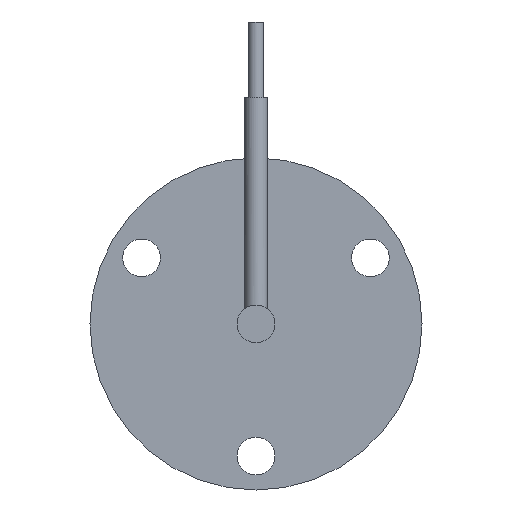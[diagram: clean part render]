
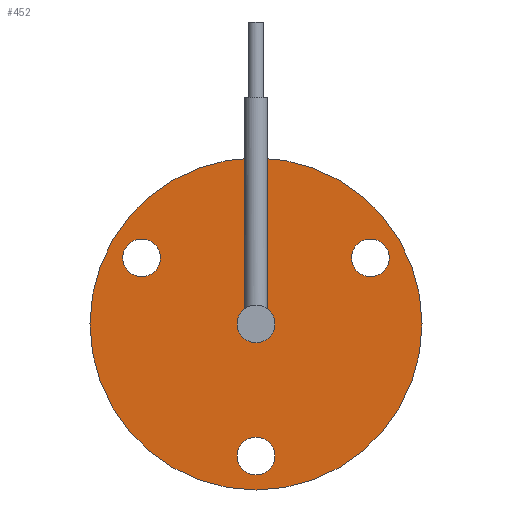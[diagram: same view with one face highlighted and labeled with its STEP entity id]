
A CAD part, front view. The second image highlights one B-rep face of the part: STEP entity #452.
In plain terms, the highlighted planar face has unit normal (0, -1, 0).
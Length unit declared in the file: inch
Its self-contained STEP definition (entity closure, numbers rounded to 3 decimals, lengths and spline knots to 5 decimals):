
#1=CARTESIAN_POINT('',(0.,-24.575,-17.5));
#2=DIRECTION('',(0.,-1.,0.));
#3=DIRECTION('',(-1.,0.,0.));
#4=AXIS2_PLACEMENT_3D('',#1,#2,#3);
#6=CARTESIAN_POINT('',(0.,-24.575,-17.5));
#7=DIRECTION('',(0.,-1.,0.));
#8=DIRECTION('',(1.,0.,0.));
#9=AXIS2_PLACEMENT_3D('',#6,#7,#8);
#11=CARTESIAN_POINT('',(-15.15544,-24.575,8.75));
#12=DIRECTION('',(0.,-1.,0.));
#13=DIRECTION('',(-1.,0.,0.));
#14=AXIS2_PLACEMENT_3D('',#11,#12,#13);
#16=CARTESIAN_POINT('',(-15.15544,-24.575,8.75));
#17=DIRECTION('',(0.,-1.,0.));
#18=DIRECTION('',(1.,0.,0.));
#19=AXIS2_PLACEMENT_3D('',#16,#17,#18);
#21=CARTESIAN_POINT('',(15.15544,-24.575,8.75));
#22=DIRECTION('',(0.,-1.,0.));
#23=DIRECTION('',(-1.,0.,0.));
#24=AXIS2_PLACEMENT_3D('',#21,#22,#23);
#26=CARTESIAN_POINT('',(15.15544,-24.575,8.75));
#27=DIRECTION('',(0.,-1.,0.));
#28=DIRECTION('',(1.,0.,0.));
#29=AXIS2_PLACEMENT_3D('',#26,#27,#28);
#31=CARTESIAN_POINT('',(0.,-24.575,0.));
#32=DIRECTION('',(0.,-1.,0.));
#33=DIRECTION('',(-1.,0.,0.));
#34=AXIS2_PLACEMENT_3D('',#31,#32,#33);
#36=CARTESIAN_POINT('',(0.,-24.575,0.));
#37=DIRECTION('',(0.,-1.,0.));
#38=DIRECTION('',(1.,0.,0.));
#39=AXIS2_PLACEMENT_3D('',#36,#37,#38);
#49=CARTESIAN_POINT('',(0.,-24.575,0.));
#50=DIRECTION('',(0.,1.,0.));
#51=DIRECTION('',(1.,0.,0.));
#52=AXIS2_PLACEMENT_3D('',#49,#50,#51);
#54=CARTESIAN_POINT('',(0.,-24.575,0.));
#55=DIRECTION('',(0.,-1.,0.));
#56=DIRECTION('',(1.,0.,0.));
#57=AXIS2_PLACEMENT_3D('',#54,#55,#56);
#331=CARTESIAN_POINT('',(22.,-24.575,0.));
#333=VERTEX_POINT('',#331);
#343=CARTESIAN_POINT('',(-22.,-24.575,0.));
#345=VERTEX_POINT('',#343);
#355=CARTESIAN_POINT('',(-2.5,-24.575,-17.5));
#356=CARTESIAN_POINT('',(2.5,-24.575,-17.5));
#357=VERTEX_POINT('',#355);
#358=VERTEX_POINT('',#356);
#359=CARTESIAN_POINT('',(-17.65544,-24.575,8.75));
#360=CARTESIAN_POINT('',(-12.65544,-24.575,8.75));
#361=VERTEX_POINT('',#359);
#362=VERTEX_POINT('',#360);
#363=CARTESIAN_POINT('',(12.65544,-24.575,8.75));
#364=CARTESIAN_POINT('',(17.65544,-24.575,8.75));
#365=VERTEX_POINT('',#363);
#366=VERTEX_POINT('',#364);
#399=CARTESIAN_POINT('',(-2.5,-24.575,0.));
#400=CARTESIAN_POINT('',(2.5,-24.575,0.));
#401=VERTEX_POINT('',#399);
#402=VERTEX_POINT('',#400);
#417=CARTESIAN_POINT('',(0.,-24.575,0.));
#418=DIRECTION('',(0.,-1.,0.));
#419=DIRECTION('',(-1.,0.,0.));
#420=AXIS2_PLACEMENT_3D('',#417,#418,#419);
#421=PLANE('',#420);
#423=ORIENTED_EDGE('',*,*,#422,.T.);
#425=ORIENTED_EDGE('',*,*,#424,.F.);
#426=EDGE_LOOP('',(#423,#425));
#427=FACE_OUTER_BOUND('',#426,.F.);
#429=ORIENTED_EDGE('',*,*,#428,.T.);
#431=ORIENTED_EDGE('',*,*,#430,.T.);
#432=EDGE_LOOP('',(#429,#431));
#433=FACE_BOUND('',#432,.F.);
#435=ORIENTED_EDGE('',*,*,#434,.T.);
#437=ORIENTED_EDGE('',*,*,#436,.T.);
#438=EDGE_LOOP('',(#435,#437));
#439=FACE_BOUND('',#438,.F.);
#441=ORIENTED_EDGE('',*,*,#440,.T.);
#443=ORIENTED_EDGE('',*,*,#442,.T.);
#444=EDGE_LOOP('',(#441,#443));
#445=FACE_BOUND('',#444,.F.);
#447=ORIENTED_EDGE('',*,*,#446,.T.);
#449=ORIENTED_EDGE('',*,*,#448,.T.);
#450=EDGE_LOOP('',(#447,#449));
#451=FACE_BOUND('',#450,.F.);
#5=CIRCLE('',#4,2.5);
#10=CIRCLE('',#9,2.5);
#15=CIRCLE('',#14,2.5);
#20=CIRCLE('',#19,2.5);
#25=CIRCLE('',#24,2.5);
#30=CIRCLE('',#29,2.5);
#35=CIRCLE('',#34,2.5);
#40=CIRCLE('',#39,2.5);
#53=CIRCLE('',#52,22.);
#58=CIRCLE('',#57,22.);
#422=EDGE_CURVE('',#333,#345,#53,.T.);
#424=EDGE_CURVE('',#333,#345,#58,.T.);
#428=EDGE_CURVE('',#357,#358,#5,.T.);
#430=EDGE_CURVE('',#358,#357,#10,.T.);
#434=EDGE_CURVE('',#361,#362,#15,.T.);
#436=EDGE_CURVE('',#362,#361,#20,.T.);
#440=EDGE_CURVE('',#365,#366,#25,.T.);
#442=EDGE_CURVE('',#366,#365,#30,.T.);
#446=EDGE_CURVE('',#401,#402,#35,.T.);
#448=EDGE_CURVE('',#402,#401,#40,.T.);
#452=ADVANCED_FACE('',(#427,#433,#439,#445,#451),#421,.T.);
